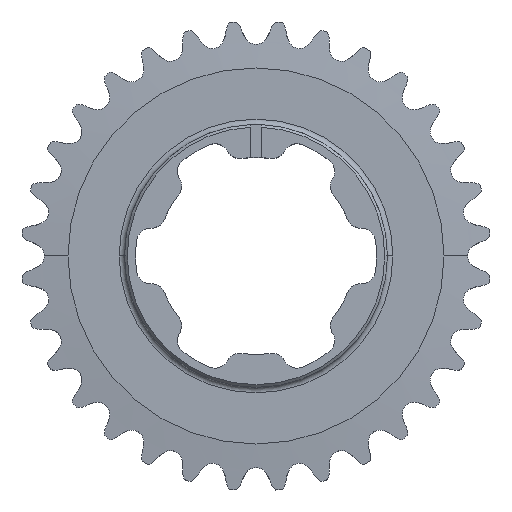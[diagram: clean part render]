
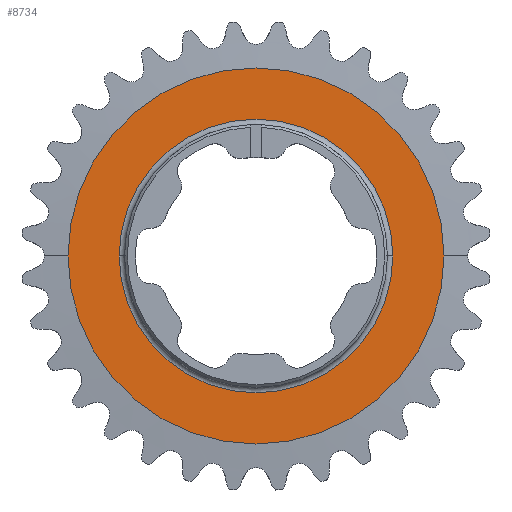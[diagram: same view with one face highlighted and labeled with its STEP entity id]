
A CAD part, top view. The second image highlights one B-rep face of the part: STEP entity #8734.
In plain terms, the highlighted planar face has unit normal (0, 0, 1).
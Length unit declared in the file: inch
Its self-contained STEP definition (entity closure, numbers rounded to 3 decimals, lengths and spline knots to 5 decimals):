
#245 = DIRECTION ( 'NONE',  ( -1., 0., 0. ) ) ;
#483 = CARTESIAN_POINT ( 'NONE',  ( -1.07336, 0., 0.05906 ) ) ;
#828 = VERTEX_POINT ( 'NONE', #8974 ) ;
#1137 = FACE_BOUND ( 'NONE', #7248, .T. ) ;
#1193 = DIRECTION ( 'NONE',  ( 0., 0., 1. ) ) ;
#1533 = VERTEX_POINT ( 'NONE', #8991 ) ;
#2334 = DIRECTION ( 'NONE',  ( 1., 0., 0. ) ) ;
#2860 = DIRECTION ( 'NONE',  ( -1., 0., 0. ) ) ;
#3002 = CIRCLE ( 'NONE', #11986, 1.07336 ) ;
#3124 = DIRECTION ( 'NONE',  ( 0., 0., -1. ) ) ;
#3258 = ORIENTED_EDGE ( 'NONE', *, *, #7983, .T. ) ;
#3965 = EDGE_CURVE ( 'NONE', #828, #7186, #10404, .T. ) ;
#4013 = CARTESIAN_POINT ( 'NONE',  ( 0., 0., 0.05906 ) ) ;
#4014 = CIRCLE ( 'NONE', #6478, 1.07336 ) ;
#4082 = PLANE ( 'NONE',  #6369 ) ;
#4203 = VERTEX_POINT ( 'NONE', #483 ) ;
#4218 = FACE_OUTER_BOUND ( 'NONE', #6804, .T. ) ;
#4882 = AXIS2_PLACEMENT_3D ( 'NONE', #7788, #5879, #2860 ) ;
#4905 = EDGE_CURVE ( 'NONE', #4203, #1533, #3002, .T. ) ;
#5095 = CARTESIAN_POINT ( 'NONE',  ( 0., 0., 0.05906 ) ) ;
#5114 = CARTESIAN_POINT ( 'NONE',  ( 0., 0., 0.05906 ) ) ;
#5421 = EDGE_CURVE ( 'NONE', #1533, #4203, #4014, .T. ) ;
#5879 = DIRECTION ( 'NONE',  ( 0., 0., -1. ) ) ;
#6369 = AXIS2_PLACEMENT_3D ( 'NONE', #5114, #3124, #245 ) ;
#6392 = AXIS2_PLACEMENT_3D ( 'NONE', #5095, #6959, #7907 ) ;
#6478 = AXIS2_PLACEMENT_3D ( 'NONE', #12370, #7517, #2334 ) ;
#6804 = EDGE_LOOP ( 'NONE', ( #10965, #7834 ) ) ;
#6959 = DIRECTION ( 'NONE',  ( 0., 0., -1. ) ) ;
#7186 = VERTEX_POINT ( 'NONE', #12161 ) ;
#7248 = EDGE_LOOP ( 'NONE', ( #12119, #3258 ) ) ;
#7517 = DIRECTION ( 'NONE',  ( 0., 0., 1. ) ) ;
#7788 = CARTESIAN_POINT ( 'NONE',  ( 0., 0., 0.05906 ) ) ;
#7834 = ORIENTED_EDGE ( 'NONE', *, *, #5421, .T. ) ;
#7907 = DIRECTION ( 'NONE',  ( -1., 0., 0. ) ) ;
#7920 = DIRECTION ( 'NONE',  ( 1., 0., 0. ) ) ;
#7983 = EDGE_CURVE ( 'NONE', #7186, #828, #8842, .T. ) ;
#8734 = ADVANCED_FACE ( 'NONE', ( #1137, #4218 ), #4082, .F. ) ;
#8842 = CIRCLE ( 'NONE', #6392, 0.78125 ) ;
#8974 = CARTESIAN_POINT ( 'NONE',  ( -0.78125, 0., 0.05906 ) ) ;
#8991 = CARTESIAN_POINT ( 'NONE',  ( 1.07336, 0., 0.05906 ) ) ;
#10404 = CIRCLE ( 'NONE', #4882, 0.78125 ) ;
#10965 = ORIENTED_EDGE ( 'NONE', *, *, #4905, .T. ) ;
#11986 = AXIS2_PLACEMENT_3D ( 'NONE', #4013, #1193, #7920 ) ;
#12119 = ORIENTED_EDGE ( 'NONE', *, *, #3965, .T. ) ;
#12161 = CARTESIAN_POINT ( 'NONE',  ( 0.78125, 0., 0.05906 ) ) ;
#12370 = CARTESIAN_POINT ( 'NONE',  ( 0., 0., 0.05906 ) ) ;
